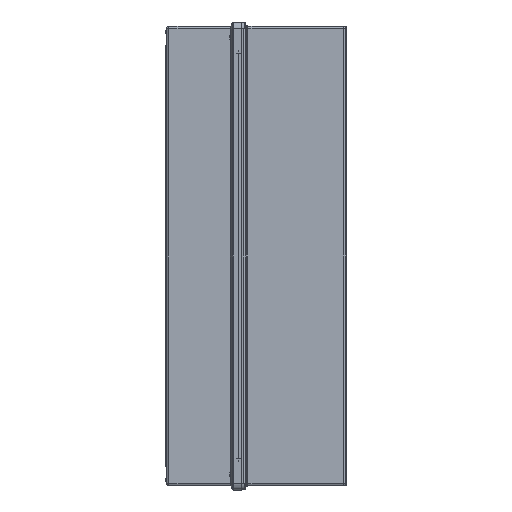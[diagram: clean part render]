
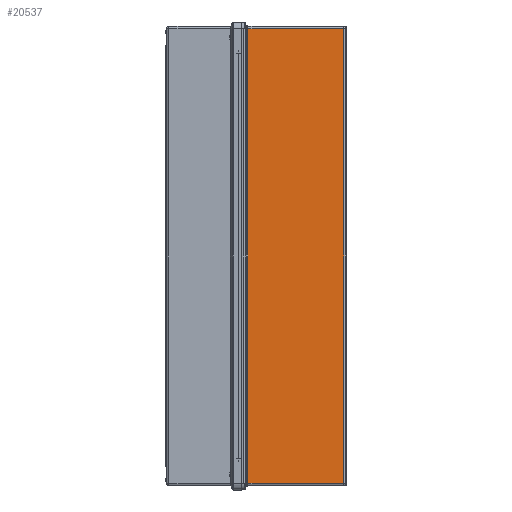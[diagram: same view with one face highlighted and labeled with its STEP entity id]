
A CAD part, left-side view. The second image highlights one B-rep face of the part: STEP entity #20537.
In plain terms, the highlighted planar face has unit normal (-1, 0, 0).
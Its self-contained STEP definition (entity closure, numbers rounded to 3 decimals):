
#6658 = VERTEX_POINT ( 'NONE', #98952 ) ;
#11320 = LINE ( 'NONE', #49405, #75579 ) ;
#15376 = VERTEX_POINT ( 'NONE', #83439 ) ;
#15423 = VECTOR ( 'NONE', #64885, 1000. ) ;
#17140 = ORIENTED_EDGE ( 'NONE', *, *, #18820, .T. ) ;
#18820 = EDGE_CURVE ( 'NONE', #6658, #55216, #84133, .T. ) ;
#20537 = ADVANCED_FACE ( 'NONE', ( #45842 ), #36641, .T. ) ;
#28265 = EDGE_CURVE ( 'NONE', #78660, #6658, #34398, .T. ) ;
#28682 = AXIS2_PLACEMENT_3D ( 'NONE', #44694, #95261, #45062 ) ;
#31751 = VECTOR ( 'NONE', #71726, 1000. ) ;
#34398 = LINE ( 'NONE', #79747, #31751 ) ;
#36641 = PLANE ( 'NONE',  #28682 ) ;
#39908 = CARTESIAN_POINT ( 'NONE',  ( -337.75, -75.8, -165.45 ) ) ;
#42902 = DIRECTION ( 'NONE',  ( 0., 1., 0. ) ) ;
#43209 = CARTESIAN_POINT ( 'NONE',  ( -337.75, -74.3, -165.45 ) ) ;
#44694 = CARTESIAN_POINT ( 'NONE',  ( -337.75, -75.8, -167.25 ) ) ;
#45062 = DIRECTION ( 'NONE',  ( 0., 0., 1. ) ) ;
#45842 = FACE_OUTER_BOUND ( 'NONE', #54496, .T. ) ;
#49405 = CARTESIAN_POINT ( 'NONE',  ( -337.75, -4.504, -167.25 ) ) ;
#54496 = EDGE_LOOP ( 'NONE', ( #79650, #62189, #17140, #73737 ) ) ;
#55216 = VERTEX_POINT ( 'NONE', #80441 ) ;
#57847 = DIRECTION ( 'NONE',  ( 0., 0., -1. ) ) ;
#58765 = EDGE_CURVE ( 'NONE', #15376, #78660, #60020, .T. ) ;
#60020 = LINE ( 'NONE', #39908, #15423 ) ;
#62189 = ORIENTED_EDGE ( 'NONE', *, *, #28265, .T. ) ;
#64885 = DIRECTION ( 'NONE',  ( 0., -1., 0. ) ) ;
#66983 = EDGE_CURVE ( 'NONE', #55216, #15376, #11320, .T. ) ;
#71726 = DIRECTION ( 'NONE',  ( 0., 0., 1. ) ) ;
#73737 = ORIENTED_EDGE ( 'NONE', *, *, #66983, .T. ) ;
#75579 = VECTOR ( 'NONE', #57847, 1000. ) ;
#78660 = VERTEX_POINT ( 'NONE', #43209 ) ;
#79650 = ORIENTED_EDGE ( 'NONE', *, *, #58765, .T. ) ;
#79747 = CARTESIAN_POINT ( 'NONE',  ( -337.75, -74.3, 165.45 ) ) ;
#80441 = CARTESIAN_POINT ( 'NONE',  ( -337.75, -4.504, 165.45 ) ) ;
#83439 = CARTESIAN_POINT ( 'NONE',  ( -337.75, -4.504, -165.45 ) ) ;
#84133 = LINE ( 'NONE', #101519, #103775 ) ;
#95261 = DIRECTION ( 'NONE',  ( -1., 0., 0. ) ) ;
#98952 = CARTESIAN_POINT ( 'NONE',  ( -337.75, -74.3, 165.45 ) ) ;
#101519 = CARTESIAN_POINT ( 'NONE',  ( -337.75, -75.8, 165.45 ) ) ;
#103775 = VECTOR ( 'NONE', #42902, 1000. ) ;
